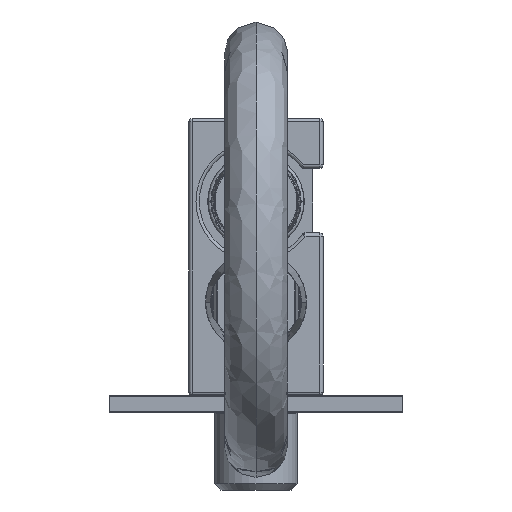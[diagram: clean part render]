
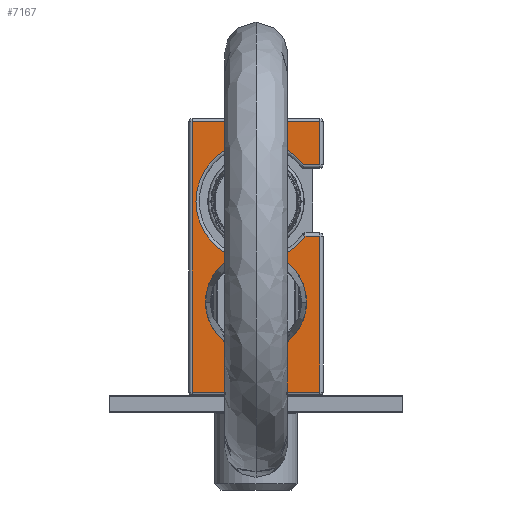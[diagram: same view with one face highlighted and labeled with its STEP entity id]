
A CAD part, front view. The second image highlights one B-rep face of the part: STEP entity #7167.
In plain terms, the highlighted face is planar.
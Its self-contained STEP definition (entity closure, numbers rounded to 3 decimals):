
#2 = EDGE_CURVE ( 'NONE', #2127, #4809, #5415, .T. ) ;
#21 = ORIENTED_EDGE ( 'NONE', *, *, #12295, .T. ) ;
#51 = DIRECTION ( 'NONE',  ( 0., -1., 0. ) ) ;
#165 = CARTESIAN_POINT ( 'NONE',  ( 0., 16., 46.215 ) ) ;
#472 = VERTEX_POINT ( 'NONE', #10115 ) ;
#479 = CARTESIAN_POINT ( 'NONE',  ( -15.2, 16., 37.948 ) ) ;
#511 = ORIENTED_EDGE ( 'NONE', *, *, #10303, .F. ) ;
#662 = CARTESIAN_POINT ( 'NONE',  ( -11.338, 16., 54.929 ) ) ;
#1142 = DIRECTION ( 'NONE',  ( 0., 0., 1. ) ) ;
#1407 = DIRECTION ( 'NONE',  ( 0., 0., -1. ) ) ;
#1540 = DIRECTION ( 'NONE',  ( 1., 0., 0. ) ) ;
#1853 = ORIENTED_EDGE ( 'NONE', *, *, #6821, .T. ) ;
#1880 = AXIS2_PLACEMENT_3D ( 'NONE', #165, #9784, #10808 ) ;
#1983 = EDGE_CURVE ( 'NONE', #6282, #10080, #13393, .T. ) ;
#2127 = VERTEX_POINT ( 'NONE', #11635 ) ;
#2307 = ORIENTED_EDGE ( 'NONE', *, *, #12873, .T. ) ;
#2534 = ORIENTED_EDGE ( 'NONE', *, *, #4666, .T. ) ;
#2552 = VERTEX_POINT ( 'NONE', #6159 ) ;
#2629 = CARTESIAN_POINT ( 'NONE',  ( 0., 16., 10.57 ) ) ;
#2754 = EDGE_LOOP ( 'NONE', ( #6202, #2307, #6124, #1853, #13646, #2534, #4642, #11591, #3368, #21 ) ) ;
#2780 = VECTOR ( 'NONE', #9273, 1000. ) ;
#3325 = VERTEX_POINT ( 'NONE', #5043 ) ;
#3368 = ORIENTED_EDGE ( 'NONE', *, *, #2, .T. ) ;
#3935 = CARTESIAN_POINT ( 'NONE',  ( -15.2, 16., 66. ) ) ;
#4027 = DIRECTION ( 'NONE',  ( 0., -1., 0. ) ) ;
#4149 = EDGE_CURVE ( 'NONE', #2552, #10187, #10371, .T. ) ;
#4198 = DIRECTION ( 'NONE',  ( 0., 0., -1. ) ) ;
#4200 = ORIENTED_EDGE ( 'NONE', *, *, #10656, .F. ) ;
#4413 = EDGE_CURVE ( 'NONE', #7203, #2127, #9721, .T. ) ;
#4567 = CARTESIAN_POINT ( 'NONE',  ( 0., 16., 20.57 ) ) ;
#4642 = ORIENTED_EDGE ( 'NONE', *, *, #5846, .T. ) ;
#4666 = EDGE_CURVE ( 'NONE', #8256, #472, #13039, .T. ) ;
#4809 = VERTEX_POINT ( 'NONE', #662 ) ;
#4909 = DIRECTION ( 'NONE',  ( 0., -1., 0. ) ) ;
#5043 = CARTESIAN_POINT ( 'NONE',  ( 0., 16., 30.57 ) ) ;
#5162 = CIRCLE ( 'NONE', #6051, 10. ) ;
#5285 = CARTESIAN_POINT ( 'NONE',  ( -15.2, 16., 65.2 ) ) ;
#5415 = CIRCLE ( 'NONE', #7210, 14.3 ) ;
#5622 = DIRECTION ( 'NONE',  ( 1., 0., 0. ) ) ;
#5700 = CARTESIAN_POINT ( 'NONE',  ( -15.2, 16., 0.8 ) ) ;
#5759 = LINE ( 'NONE', #7650, #8922 ) ;
#5846 = EDGE_CURVE ( 'NONE', #472, #7203, #7585, .T. ) ;
#5898 = VERTEX_POINT ( 'NONE', #2629 ) ;
#5956 = PLANE ( 'NONE',  #6840 ) ;
#6051 = AXIS2_PLACEMENT_3D ( 'NONE', #4567, #7865, #1407 ) ;
#6124 = ORIENTED_EDGE ( 'NONE', *, *, #4149, .T. ) ;
#6159 = CARTESIAN_POINT ( 'NONE',  ( 15.2, 16., 65.2 ) ) ;
#6202 = ORIENTED_EDGE ( 'NONE', *, *, #1983, .T. ) ;
#6241 = EDGE_LOOP ( 'NONE', ( #511, #4200 ) ) ;
#6282 = VERTEX_POINT ( 'NONE', #9220 ) ;
#6442 = CARTESIAN_POINT ( 'NONE',  ( 0., 16., 46.215 ) ) ;
#6472 = LINE ( 'NONE', #10734, #13561 ) ;
#6764 = DIRECTION ( 'NONE',  ( 0., 0., 1. ) ) ;
#6821 = EDGE_CURVE ( 'NONE', #10187, #11827, #10318, .T. ) ;
#6840 = AXIS2_PLACEMENT_3D ( 'NONE', #10231, #4909, #9192 ) ;
#7167 = ADVANCED_FACE ( 'NONE', ( #12327, #8060 ), #5956, .F. ) ;
#7173 = CARTESIAN_POINT ( 'NONE',  ( 16., 16., 0.8 ) ) ;
#7203 = VERTEX_POINT ( 'NONE', #11803 ) ;
#7210 = AXIS2_PLACEMENT_3D ( 'NONE', #7459, #4027, #7260 ) ;
#7260 = DIRECTION ( 'NONE',  ( 0., 0., -1. ) ) ;
#7459 = CARTESIAN_POINT ( 'NONE',  ( 0., 16., 46.215 ) ) ;
#7564 = LINE ( 'NONE', #12027, #9587 ) ;
#7585 = CIRCLE ( 'NONE', #13847, 14.3 ) ;
#7646 = EDGE_CURVE ( 'NONE', #11827, #8256, #6472, .T. ) ;
#7650 = CARTESIAN_POINT ( 'NONE',  ( 16., 16., 65.2 ) ) ;
#7701 = VECTOR ( 'NONE', #11488, 1000. ) ;
#7865 = DIRECTION ( 'NONE',  ( 0., 1., 0. ) ) ;
#8060 = FACE_BOUND ( 'NONE', #6241, .T. ) ;
#8256 = VERTEX_POINT ( 'NONE', #479 ) ;
#8480 = CARTESIAN_POINT ( 'NONE',  ( 0., 16., 20.57 ) ) ;
#8774 = CARTESIAN_POINT ( 'NONE',  ( 16., 16., 37.948 ) ) ;
#8922 = VECTOR ( 'NONE', #1540, 1000. ) ;
#9192 = DIRECTION ( 'NONE',  ( 0., 0., -1. ) ) ;
#9220 = CARTESIAN_POINT ( 'NONE',  ( -15.2, 16., 54.929 ) ) ;
#9273 = DIRECTION ( 'NONE',  ( -1., 0., 0. ) ) ;
#9587 = VECTOR ( 'NONE', #10910, 1000. ) ;
#9607 = CIRCLE ( 'NONE', #12963, 10. ) ;
#9721 = CIRCLE ( 'NONE', #1880, 14.3 ) ;
#9784 = DIRECTION ( 'NONE',  ( 0., -1., 0. ) ) ;
#10080 = VERTEX_POINT ( 'NONE', #5285 ) ;
#10115 = CARTESIAN_POINT ( 'NONE',  ( -11.668, 16., 37.948 ) ) ;
#10187 = VERTEX_POINT ( 'NONE', #12909 ) ;
#10231 = CARTESIAN_POINT ( 'NONE',  ( 16., 16., 66. ) ) ;
#10303 = EDGE_CURVE ( 'NONE', #5898, #3325, #5162, .T. ) ;
#10318 = LINE ( 'NONE', #7173, #2780 ) ;
#10371 = LINE ( 'NONE', #13680, #7701 ) ;
#10656 = EDGE_CURVE ( 'NONE', #3325, #5898, #9607, .T. ) ;
#10734 = CARTESIAN_POINT ( 'NONE',  ( -15.2, 16., 66. ) ) ;
#10808 = DIRECTION ( 'NONE',  ( 0., 0., -1. ) ) ;
#10910 = DIRECTION ( 'NONE',  ( -1., 0., 0. ) ) ;
#11026 = VECTOR ( 'NONE', #6764, 1000. ) ;
#11488 = DIRECTION ( 'NONE',  ( 0., 0., -1. ) ) ;
#11532 = VECTOR ( 'NONE', #5622, 1000. ) ;
#11591 = ORIENTED_EDGE ( 'NONE', *, *, #4413, .T. ) ;
#11635 = CARTESIAN_POINT ( 'NONE',  ( 0., 16., 60.515 ) ) ;
#11803 = CARTESIAN_POINT ( 'NONE',  ( 0., 16., 31.915 ) ) ;
#11827 = VERTEX_POINT ( 'NONE', #5700 ) ;
#12027 = CARTESIAN_POINT ( 'NONE',  ( 16., 16., 54.929 ) ) ;
#12295 = EDGE_CURVE ( 'NONE', #4809, #6282, #7564, .T. ) ;
#12327 = FACE_OUTER_BOUND ( 'NONE', #2754, .T. ) ;
#12759 = DIRECTION ( 'NONE',  ( 0., 1., 0. ) ) ;
#12819 = DIRECTION ( 'NONE',  ( 0., 0., -1. ) ) ;
#12873 = EDGE_CURVE ( 'NONE', #10080, #2552, #5759, .T. ) ;
#12909 = CARTESIAN_POINT ( 'NONE',  ( 15.2, 16., 0.8 ) ) ;
#12963 = AXIS2_PLACEMENT_3D ( 'NONE', #8480, #12759, #12819 ) ;
#13039 = LINE ( 'NONE', #8774, #11532 ) ;
#13393 = LINE ( 'NONE', #3935, #11026 ) ;
#13561 = VECTOR ( 'NONE', #1142, 1000. ) ;
#13646 = ORIENTED_EDGE ( 'NONE', *, *, #7646, .T. ) ;
#13680 = CARTESIAN_POINT ( 'NONE',  ( 15.2, 16., 66. ) ) ;
#13847 = AXIS2_PLACEMENT_3D ( 'NONE', #6442, #51, #4198 ) ;
